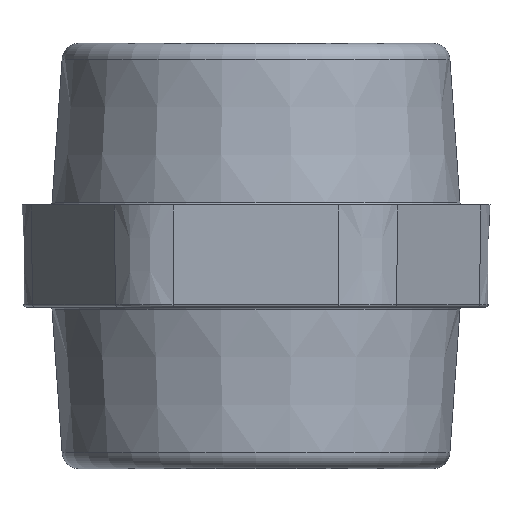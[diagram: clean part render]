
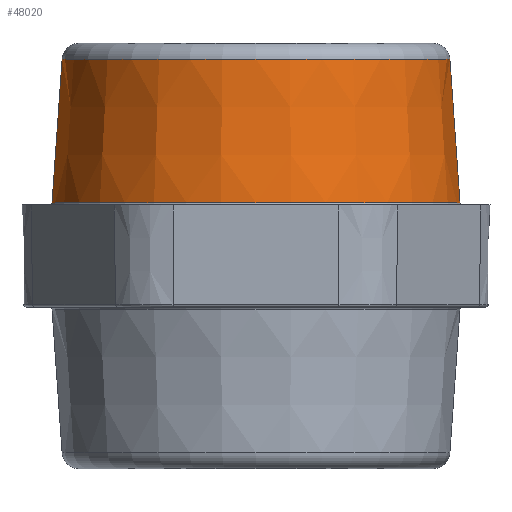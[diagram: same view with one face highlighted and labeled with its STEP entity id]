
A CAD part, front view. The second image highlights one B-rep face of the part: STEP entity #48020.
In plain terms, the highlighted conical face has half-angle 4 degrees and reference radius 23.391 mm.
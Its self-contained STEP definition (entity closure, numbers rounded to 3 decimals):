
#2049 = DIRECTION ( 'NONE',  ( -1., 0., 0. ) ) ;
#5040 = CARTESIAN_POINT ( 'NONE',  ( -23.98, 0., 12.279 ) ) ;
#5553 = DIRECTION ( 'NONE',  ( 0., 0., 1. ) ) ;
#5767 = DIRECTION ( 'NONE',  ( 0., 0., -1. ) ) ;
#6425 = CIRCLE ( 'NONE', #8015, 23.98 ) ;
#6512 = ORIENTED_EDGE ( 'NONE', *, *, #26113, .T. ) ;
#6744 = AXIS2_PLACEMENT_3D ( 'NONE', #9301, #28678, #13996 ) ;
#8015 = AXIS2_PLACEMENT_3D ( 'NONE', #21679, #5767, #20949 ) ;
#8738 = VECTOR ( 'NONE', #42357, 1000. ) ;
#8765 = LINE ( 'NONE', #5040, #8738 ) ;
#9301 = CARTESIAN_POINT ( 'NONE',  ( 0., 0., 20.709 ) ) ;
#9527 = CARTESIAN_POINT ( 'NONE',  ( 0., 0., 29.14 ) ) ;
#13996 = DIRECTION ( 'NONE',  ( 1., 0., 0. ) ) ;
#14004 = CIRCLE ( 'NONE', #20390, 22.801 ) ;
#17813 = EDGE_LOOP ( 'NONE', ( #6512, #42367, #31773, #22159 ) ) ;
#18814 = VECTOR ( 'NONE', #22124, 1000. ) ;
#19615 = VERTEX_POINT ( 'NONE', #29443 ) ;
#20390 = AXIS2_PLACEMENT_3D ( 'NONE', #9527, #5553, #2049 ) ;
#20949 = DIRECTION ( 'NONE',  ( 1., 0., 0. ) ) ;
#21679 = CARTESIAN_POINT ( 'NONE',  ( 0., 0., 12.279 ) ) ;
#22124 = DIRECTION ( 'NONE',  ( -0.07, 0., 0.998 ) ) ;
#22159 = ORIENTED_EDGE ( 'NONE', *, *, #32642, .F. ) ;
#26113 = EDGE_CURVE ( 'NONE', #30238, #19615, #32819, .T. ) ;
#26848 = EDGE_CURVE ( 'NONE', #36087, #19615, #14004, .T. ) ;
#27379 = CARTESIAN_POINT ( 'NONE',  ( 23.98, 0., 12.279 ) ) ;
#28445 = FACE_OUTER_BOUND ( 'NONE', #17813, .T. ) ;
#28678 = DIRECTION ( 'NONE',  ( 0., 0., -1. ) ) ;
#29088 = CARTESIAN_POINT ( 'NONE',  ( 23.98, 0., 12.279 ) ) ;
#29443 = CARTESIAN_POINT ( 'NONE',  ( 22.801, 0., 29.14 ) ) ;
#30238 = VERTEX_POINT ( 'NONE', #27379 ) ;
#31375 = CONICAL_SURFACE ( 'NONE', #6744, 23.391, 0.07 ) ;
#31773 = ORIENTED_EDGE ( 'NONE', *, *, #39943, .F. ) ;
#32642 = EDGE_CURVE ( 'NONE', #30238, #47940, #6425, .T. ) ;
#32819 = LINE ( 'NONE', #29088, #18814 ) ;
#35182 = CARTESIAN_POINT ( 'NONE',  ( -23.98, 0., 12.279 ) ) ;
#36087 = VERTEX_POINT ( 'NONE', #38539 ) ;
#38539 = CARTESIAN_POINT ( 'NONE',  ( -22.801, 0., 29.14 ) ) ;
#39943 = EDGE_CURVE ( 'NONE', #47940, #36087, #8765, .T. ) ;
#42357 = DIRECTION ( 'NONE',  ( 0.07, 0., 0.998 ) ) ;
#42367 = ORIENTED_EDGE ( 'NONE', *, *, #26848, .F. ) ;
#47940 = VERTEX_POINT ( 'NONE', #35182 ) ;
#48020 = ADVANCED_FACE ( 'NONE', ( #28445 ), #31375, .T. ) ;
